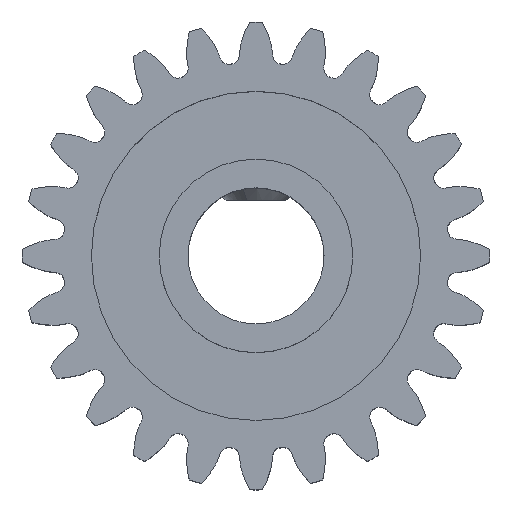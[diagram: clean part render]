
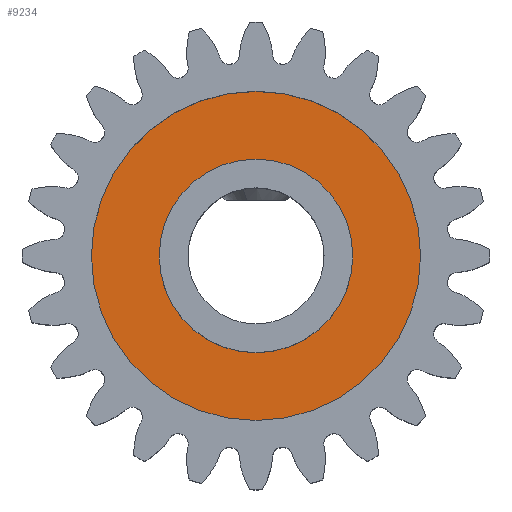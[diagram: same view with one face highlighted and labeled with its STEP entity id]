
A CAD part, top view. The second image highlights one B-rep face of the part: STEP entity #9234.
In plain terms, the highlighted planar face has unit normal (0, 0, 1).
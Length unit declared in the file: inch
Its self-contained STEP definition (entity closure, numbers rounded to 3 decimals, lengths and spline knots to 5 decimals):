
#843 = FACE_BOUND ( 'NONE', #16961, .T. ) ;
#991 = CARTESIAN_POINT ( 'NONE',  ( 0., 0., 0.125 ) ) ;
#1454 = CIRCLE ( 'NONE', #8169, 0.28594 ) ;
#3132 = CIRCLE ( 'NONE', #12379, 0.28594 ) ;
#3546 = VERTEX_POINT ( 'NONE', #7640 ) ;
#3563 = DIRECTION ( 'NONE',  ( 0., 0., 1. ) ) ;
#4067 = DIRECTION ( 'NONE',  ( 1., 0., 0. ) ) ;
#5005 = EDGE_CURVE ( 'NONE', #12778, #3546, #10417, .T. ) ;
#5140 = FACE_OUTER_BOUND ( 'NONE', #11460, .T. ) ;
#5775 = CARTESIAN_POINT ( 'NONE',  ( 0., 0., 0.125 ) ) ;
#6346 = DIRECTION ( 'NONE',  ( 1., 0., 0. ) ) ;
#6402 = DIRECTION ( 'NONE',  ( 0., 0., 1. ) ) ;
#6666 = ORIENTED_EDGE ( 'NONE', *, *, #16608, .F. ) ;
#7503 = ORIENTED_EDGE ( 'NONE', *, *, #15944, .T. ) ;
#7640 = CARTESIAN_POINT ( 'NONE',  ( 0.16811, 0., 0.125 ) ) ;
#8169 = AXIS2_PLACEMENT_3D ( 'NONE', #991, #17631, #4067 ) ;
#8483 = ORIENTED_EDGE ( 'NONE', *, *, #5005, .F. ) ;
#8692 = PLANE ( 'NONE',  #10076 ) ;
#9234 = ADVANCED_FACE ( 'NONE', ( #843, #5140 ), #8692, .T. ) ;
#9660 = CARTESIAN_POINT ( 'NONE',  ( -0.28594, 0., 0.125 ) ) ;
#10076 = AXIS2_PLACEMENT_3D ( 'NONE', #5775, #15348, #15286 ) ;
#10186 = CARTESIAN_POINT ( 'NONE',  ( -0.16811, 0., 0.125 ) ) ;
#10417 = CIRCLE ( 'NONE', #15948, 0.16811 ) ;
#10608 = CARTESIAN_POINT ( 'NONE',  ( 0., 0., 0.125 ) ) ;
#11460 = EDGE_LOOP ( 'NONE', ( #12539, #7503 ) ) ;
#11705 = EDGE_CURVE ( 'NONE', #17011, #16803, #3132, .T. ) ;
#11918 = DIRECTION ( 'NONE',  ( 1., 0., 0. ) ) ;
#12379 = AXIS2_PLACEMENT_3D ( 'NONE', #10608, #3563, #11918 ) ;
#12539 = ORIENTED_EDGE ( 'NONE', *, *, #11705, .T. ) ;
#12778 = VERTEX_POINT ( 'NONE', #10186 ) ;
#13112 = AXIS2_PLACEMENT_3D ( 'NONE', #14634, #6402, #6346 ) ;
#14168 = CIRCLE ( 'NONE', #13112, 0.16811 ) ;
#14634 = CARTESIAN_POINT ( 'NONE',  ( 0., 0., 0.125 ) ) ;
#14635 = DIRECTION ( 'NONE',  ( 0., 0., 1. ) ) ;
#15286 = DIRECTION ( 'NONE',  ( 1., 0., 0. ) ) ;
#15348 = DIRECTION ( 'NONE',  ( 0., 0., 1. ) ) ;
#15944 = EDGE_CURVE ( 'NONE', #16803, #17011, #1454, .T. ) ;
#15948 = AXIS2_PLACEMENT_3D ( 'NONE', #17437, #14635, #16066 ) ;
#16066 = DIRECTION ( 'NONE',  ( 1., 0., 0. ) ) ;
#16131 = CARTESIAN_POINT ( 'NONE',  ( 0.28594, 0., 0.125 ) ) ;
#16608 = EDGE_CURVE ( 'NONE', #3546, #12778, #14168, .T. ) ;
#16803 = VERTEX_POINT ( 'NONE', #9660 ) ;
#16961 = EDGE_LOOP ( 'NONE', ( #6666, #8483 ) ) ;
#17011 = VERTEX_POINT ( 'NONE', #16131 ) ;
#17437 = CARTESIAN_POINT ( 'NONE',  ( 0., 0., 0.125 ) ) ;
#17631 = DIRECTION ( 'NONE',  ( 0., 0., 1. ) ) ;
